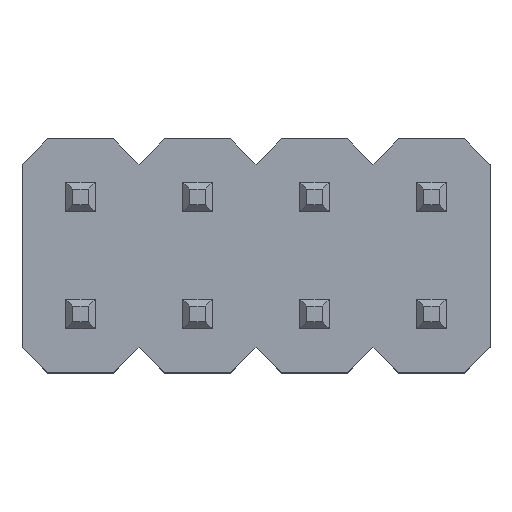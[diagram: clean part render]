
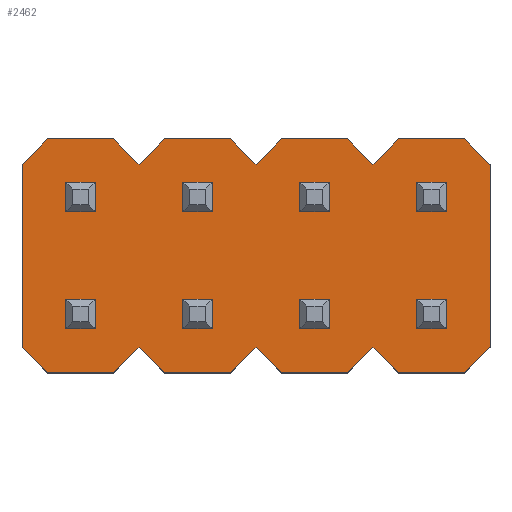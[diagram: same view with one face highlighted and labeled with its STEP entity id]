
A CAD part, top view. The second image highlights one B-rep face of the part: STEP entity #2462.
In plain terms, the highlighted planar face has unit normal (0, 0, 1).
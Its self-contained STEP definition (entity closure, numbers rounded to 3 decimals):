
#152=FACE_OUTER_BOUND('',#302,.T.);
#302=EDGE_LOOP('',(#2019,#2020,#2021,#2022,#2023,#2024,#2025,#2026,#2027,
#2028,#2029,#2030,#2031,#2032,#2033,#2034,#2035,#2036,#2037,#2038,#2039,
#2040,#2041,#2042,#2043,#2044,#2045,#2046));
#561=LINE('',#3780,#893);
#590=LINE('',#3838,#922);
#592=LINE('',#3842,#924);
#593=LINE('',#3844,#925);
#594=LINE('',#3846,#926);
#595=LINE('',#3848,#927);
#596=LINE('',#3850,#928);
#597=LINE('',#3852,#929);
#598=LINE('',#3854,#930);
#599=LINE('',#3856,#931);
#600=LINE('',#3858,#932);
#601=LINE('',#3860,#933);
#602=LINE('',#3862,#934);
#603=LINE('',#3864,#935);
#604=LINE('',#3866,#936);
#605=LINE('',#3868,#937);
#606=LINE('',#3870,#938);
#607=LINE('',#3872,#939);
#608=LINE('',#3874,#940);
#609=LINE('',#3876,#941);
#610=LINE('',#3878,#942);
#611=LINE('',#3880,#943);
#612=LINE('',#3882,#944);
#613=LINE('',#3884,#945);
#614=LINE('',#3886,#946);
#615=LINE('',#3888,#947);
#616=LINE('',#3890,#948);
#617=LINE('',#3891,#949);
#893=VECTOR('',#3125,10.);
#922=VECTOR('',#3162,10.);
#924=VECTOR('',#3166,10.);
#925=VECTOR('',#3167,10.);
#926=VECTOR('',#3168,10.);
#927=VECTOR('',#3169,10.);
#928=VECTOR('',#3170,10.);
#929=VECTOR('',#3171,10.);
#930=VECTOR('',#3172,10.);
#931=VECTOR('',#3173,10.);
#932=VECTOR('',#3174,10.);
#933=VECTOR('',#3175,10.);
#934=VECTOR('',#3176,10.);
#935=VECTOR('',#3177,10.);
#936=VECTOR('',#3178,10.);
#937=VECTOR('',#3179,10.);
#938=VECTOR('',#3180,10.);
#939=VECTOR('',#3181,10.);
#940=VECTOR('',#3182,10.);
#941=VECTOR('',#3183,10.);
#942=VECTOR('',#3184,10.);
#943=VECTOR('',#3185,10.);
#944=VECTOR('',#3186,10.);
#945=VECTOR('',#3187,10.);
#946=VECTOR('',#3188,10.);
#947=VECTOR('',#3189,10.);
#948=VECTOR('',#3190,10.);
#949=VECTOR('',#3191,10.);
#1129=VERTEX_POINT('',#3777);
#1130=VERTEX_POINT('',#3779);
#1155=VERTEX_POINT('',#3837);
#1156=VERTEX_POINT('',#3841);
#1157=VERTEX_POINT('',#3843);
#1158=VERTEX_POINT('',#3845);
#1159=VERTEX_POINT('',#3847);
#1160=VERTEX_POINT('',#3849);
#1161=VERTEX_POINT('',#3851);
#1162=VERTEX_POINT('',#3853);
#1163=VERTEX_POINT('',#3855);
#1164=VERTEX_POINT('',#3857);
#1165=VERTEX_POINT('',#3859);
#1166=VERTEX_POINT('',#3861);
#1167=VERTEX_POINT('',#3863);
#1168=VERTEX_POINT('',#3865);
#1169=VERTEX_POINT('',#3867);
#1170=VERTEX_POINT('',#3869);
#1171=VERTEX_POINT('',#3871);
#1172=VERTEX_POINT('',#3873);
#1173=VERTEX_POINT('',#3875);
#1174=VERTEX_POINT('',#3877);
#1175=VERTEX_POINT('',#3879);
#1176=VERTEX_POINT('',#3881);
#1177=VERTEX_POINT('',#3883);
#1178=VERTEX_POINT('',#3885);
#1179=VERTEX_POINT('',#3887);
#1180=VERTEX_POINT('',#3889);
#1425=EDGE_CURVE('',#1130,#1129,#561,.T.);
#1454=EDGE_CURVE('',#1130,#1155,#590,.T.);
#1456=EDGE_CURVE('',#1156,#1129,#592,.T.);
#1457=EDGE_CURVE('',#1157,#1156,#593,.T.);
#1458=EDGE_CURVE('',#1157,#1158,#594,.T.);
#1459=EDGE_CURVE('',#1159,#1158,#595,.T.);
#1460=EDGE_CURVE('',#1160,#1159,#596,.T.);
#1461=EDGE_CURVE('',#1160,#1161,#597,.T.);
#1462=EDGE_CURVE('',#1162,#1161,#598,.T.);
#1463=EDGE_CURVE('',#1163,#1162,#599,.T.);
#1464=EDGE_CURVE('',#1163,#1164,#600,.T.);
#1465=EDGE_CURVE('',#1165,#1164,#601,.T.);
#1466=EDGE_CURVE('',#1166,#1165,#602,.T.);
#1467=EDGE_CURVE('',#1166,#1167,#603,.T.);
#1468=EDGE_CURVE('',#1168,#1167,#604,.T.);
#1469=EDGE_CURVE('',#1168,#1169,#605,.T.);
#1470=EDGE_CURVE('',#1170,#1169,#606,.T.);
#1471=EDGE_CURVE('',#1170,#1171,#607,.T.);
#1472=EDGE_CURVE('',#1172,#1171,#608,.T.);
#1473=EDGE_CURVE('',#1173,#1172,#609,.T.);
#1474=EDGE_CURVE('',#1173,#1174,#610,.T.);
#1475=EDGE_CURVE('',#1175,#1174,#611,.T.);
#1476=EDGE_CURVE('',#1176,#1175,#612,.T.);
#1477=EDGE_CURVE('',#1176,#1177,#613,.T.);
#1478=EDGE_CURVE('',#1178,#1177,#614,.T.);
#1479=EDGE_CURVE('',#1179,#1178,#615,.T.);
#1480=EDGE_CURVE('',#1179,#1180,#616,.T.);
#1481=EDGE_CURVE('',#1155,#1180,#617,.T.);
#2019=ORIENTED_EDGE('',*,*,#1425,.T.);
#2020=ORIENTED_EDGE('',*,*,#1456,.F.);
#2021=ORIENTED_EDGE('',*,*,#1457,.F.);
#2022=ORIENTED_EDGE('',*,*,#1458,.T.);
#2023=ORIENTED_EDGE('',*,*,#1459,.F.);
#2024=ORIENTED_EDGE('',*,*,#1460,.F.);
#2025=ORIENTED_EDGE('',*,*,#1461,.T.);
#2026=ORIENTED_EDGE('',*,*,#1462,.F.);
#2027=ORIENTED_EDGE('',*,*,#1463,.F.);
#2028=ORIENTED_EDGE('',*,*,#1464,.T.);
#2029=ORIENTED_EDGE('',*,*,#1465,.F.);
#2030=ORIENTED_EDGE('',*,*,#1466,.F.);
#2031=ORIENTED_EDGE('',*,*,#1467,.T.);
#2032=ORIENTED_EDGE('',*,*,#1468,.F.);
#2033=ORIENTED_EDGE('',*,*,#1469,.T.);
#2034=ORIENTED_EDGE('',*,*,#1470,.F.);
#2035=ORIENTED_EDGE('',*,*,#1471,.T.);
#2036=ORIENTED_EDGE('',*,*,#1472,.F.);
#2037=ORIENTED_EDGE('',*,*,#1473,.F.);
#2038=ORIENTED_EDGE('',*,*,#1474,.T.);
#2039=ORIENTED_EDGE('',*,*,#1475,.F.);
#2040=ORIENTED_EDGE('',*,*,#1476,.F.);
#2041=ORIENTED_EDGE('',*,*,#1477,.T.);
#2042=ORIENTED_EDGE('',*,*,#1478,.F.);
#2043=ORIENTED_EDGE('',*,*,#1479,.F.);
#2044=ORIENTED_EDGE('',*,*,#1480,.T.);
#2045=ORIENTED_EDGE('',*,*,#1481,.F.);
#2046=ORIENTED_EDGE('',*,*,#1454,.F.);
#2312=PLANE('',#2635);
#2462=ADVANCED_FACE('',(#152),#2312,.T.);
#2635=AXIS2_PLACEMENT_3D('',#3840,#3164,#3165);
#3125=DIRECTION('',(0.,1.,0.));
#3162=DIRECTION('',(-0.707,0.707,0.));
#3164=DIRECTION('center_axis',(0.,0.,
1.));
#3165=DIRECTION('ref_axis',(1.,0.,0.));
#3166=DIRECTION('',(0.707,0.707,0.));
#3167=DIRECTION('',(0.707,-0.707,0.));
#3168=DIRECTION('',(-1.,0.,0.));
#3169=DIRECTION('',(0.707,0.707,0.));
#3170=DIRECTION('',(0.707,-0.707,0.));
#3171=DIRECTION('',(-1.,0.,0.));
#3172=DIRECTION('',(0.707,0.707,0.));
#3173=DIRECTION('',(0.707,-0.707,0.));
#3174=DIRECTION('',(-1.,0.,0.));
#3175=DIRECTION('',(0.707,0.707,0.));
#3176=DIRECTION('',(0.707,-0.707,0.));
#3177=DIRECTION('',(-1.,0.,0.));
#3178=DIRECTION('',(0.707,0.707,0.));
#3179=DIRECTION('',(0.,-1.,0.));
#3180=DIRECTION('',(-0.707,0.707,0.));
#3181=DIRECTION('',(1.,0.,0.));
#3182=DIRECTION('',(-0.707,-0.707,0.));
#3183=DIRECTION('',(-0.707,0.707,0.));
#3184=DIRECTION('',(1.,0.,0.));
#3185=DIRECTION('',(-0.707,-0.707,0.));
#3186=DIRECTION('',(-0.707,0.707,0.));
#3187=DIRECTION('',(1.,0.,0.));
#3188=DIRECTION('',(-0.707,-0.707,0.));
#3189=DIRECTION('',(-0.707,0.707,0.));
#3190=DIRECTION('',(1.,0.,0.));
#3191=DIRECTION('',(-0.707,-0.707,0.));
#3777=CARTESIAN_POINT('',(5.08,1.987,2.59));
#3779=CARTESIAN_POINT('',(5.08,-1.987,2.59));
#3780=CARTESIAN_POINT('',(5.08,-0.373,2.59));
#3837=CARTESIAN_POINT('',(5.08,-1.987,2.59));
#3838=CARTESIAN_POINT('',(5.356,-2.264,2.59));
#3840=CARTESIAN_POINT('Origin',(13.97,-1.27,2.59));
#3841=CARTESIAN_POINT('',(5.08,1.987,2.59));
#3842=CARTESIAN_POINT('',(5.356,2.264,2.59));
#3843=CARTESIAN_POINT('',(4.527,2.54,2.59));
#3844=CARTESIAN_POINT('',(4.804,2.264,2.59));
#3845=CARTESIAN_POINT('',(3.093,2.54,2.59));
#3846=CARTESIAN_POINT('',(5.08,2.54,2.59));
#3847=CARTESIAN_POINT('',(2.54,1.987,2.59));
#3848=CARTESIAN_POINT('',(2.816,2.264,2.59));
#3849=CARTESIAN_POINT('',(1.987,2.54,2.59));
#3850=CARTESIAN_POINT('',(2.264,2.264,2.59));
#3851=CARTESIAN_POINT('',(0.553,2.54,2.59));
#3852=CARTESIAN_POINT('',(2.54,2.54,2.59));
#3853=CARTESIAN_POINT('',(0.,1.987,2.59));
#3854=CARTESIAN_POINT('',(0.276,2.264,2.59));
#3855=CARTESIAN_POINT('',(-0.553,2.54,2.59));
#3856=CARTESIAN_POINT('',(-0.276,2.264,2.59));
#3857=CARTESIAN_POINT('',(-1.987,2.54,2.59));
#3858=CARTESIAN_POINT('',(0.,2.54,2.59));
#3859=CARTESIAN_POINT('',(-2.54,1.987,2.59));
#3860=CARTESIAN_POINT('',(-2.264,2.264,2.59));
#3861=CARTESIAN_POINT('',(-3.093,2.54,2.59));
#3862=CARTESIAN_POINT('',(-2.816,2.264,2.59));
#3863=CARTESIAN_POINT('',(-4.527,2.54,2.59));
#3864=CARTESIAN_POINT('',(-2.54,2.54,2.59));
#3865=CARTESIAN_POINT('',(-5.08,1.987,2.59));
#3866=CARTESIAN_POINT('',(-4.804,2.264,2.59));
#3867=CARTESIAN_POINT('',(-5.08,-1.987,2.59));
#3868=CARTESIAN_POINT('',(-5.08,0.,2.59));
#3869=CARTESIAN_POINT('',(-4.527,-2.54,2.59));
#3870=CARTESIAN_POINT('',(-4.804,-2.264,2.59));
#3871=CARTESIAN_POINT('',(-3.093,-2.54,2.59));
#3872=CARTESIAN_POINT('',(-5.08,-2.54,2.59));
#3873=CARTESIAN_POINT('',(-2.54,-1.987,2.59));
#3874=CARTESIAN_POINT('',(-2.816,-2.264,2.59));
#3875=CARTESIAN_POINT('',(-1.987,-2.54,2.59));
#3876=CARTESIAN_POINT('',(-2.264,-2.264,2.59));
#3877=CARTESIAN_POINT('',(-0.553,-2.54,2.59));
#3878=CARTESIAN_POINT('',(-2.54,-2.54,2.59));
#3879=CARTESIAN_POINT('',(0.,-1.987,2.59));
#3880=CARTESIAN_POINT('',(-0.276,-2.264,2.59));
#3881=CARTESIAN_POINT('',(0.553,-2.54,2.59));
#3882=CARTESIAN_POINT('',(0.276,-2.264,2.59));
#3883=CARTESIAN_POINT('',(1.987,-2.54,2.59));
#3884=CARTESIAN_POINT('',(0.,-2.54,2.59));
#3885=CARTESIAN_POINT('',(2.54,-1.987,2.59));
#3886=CARTESIAN_POINT('',(2.264,-2.264,2.59));
#3887=CARTESIAN_POINT('',(3.093,-2.54,2.59));
#3888=CARTESIAN_POINT('',(2.816,-2.264,2.59));
#3889=CARTESIAN_POINT('',(4.527,-2.54,2.59));
#3890=CARTESIAN_POINT('',(2.54,-2.54,2.59));
#3891=CARTESIAN_POINT('',(4.804,-2.264,2.59));
